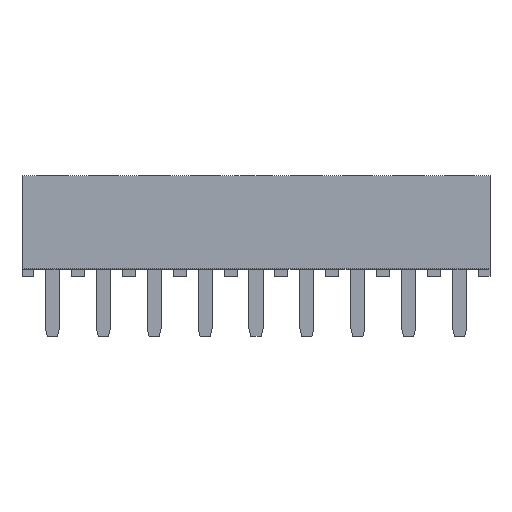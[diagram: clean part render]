
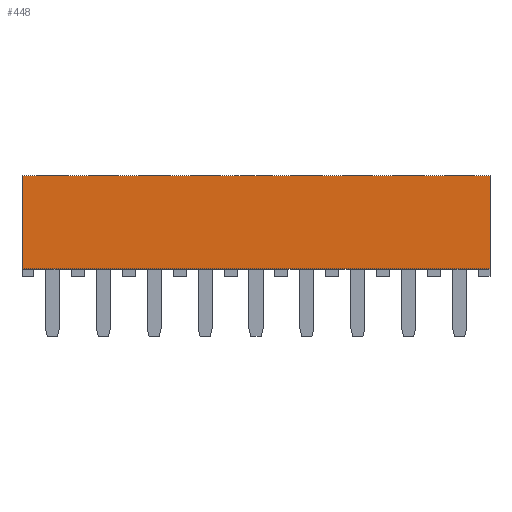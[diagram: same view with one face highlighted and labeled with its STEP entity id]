
A CAD part, top view. The second image highlights one B-rep face of the part: STEP entity #448.
In plain terms, the highlighted planar face has unit normal (0, 0, 1).
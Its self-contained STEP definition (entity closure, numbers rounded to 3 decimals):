
#93 = EDGE_CURVE ( 'NONE', #4734, #5137, #1900, .T. ) ;
#182 = EDGE_CURVE ( 'NONE', #5105, #5110, #2059, .T. ) ;
#184 = EDGE_CURVE ( 'NONE', #5110, #5137, #2093, .T. ) ;
#186 = EDGE_CURVE ( 'NONE', #5105, #4734, #2040, .T. ) ;
#448 = ADVANCED_FACE ( 'NONE', ( #2569 ), #5456, .T. ) ;
#580 = EDGE_LOOP ( 'NONE', ( #1630, #1660, #1718, #1707 ) ) ;
#1365 = AXIS2_PLACEMENT_3D ( 'NONE', #5443, #5452, #5472 ) ;
#1630 = ORIENTED_EDGE ( 'NONE', *, *, #93, .F. ) ;
#1660 = ORIENTED_EDGE ( 'NONE', *, *, #186, .F. ) ;
#1707 = ORIENTED_EDGE ( 'NONE', *, *, #184, .T. ) ;
#1718 = ORIENTED_EDGE ( 'NONE', *, *, #182, .T. ) ;
#1869 = VECTOR ( 'NONE', #4935, 1000. ) ;
#1900 = LINE ( 'NONE', #4923, #1869 ) ;
#2040 = LINE ( 'NONE', #4438, #2063 ) ;
#2059 = LINE ( 'NONE', #4442, #2065 ) ;
#2061 = VECTOR ( 'NONE', #4441, 1000. ) ;
#2063 = VECTOR ( 'NONE', #4454, 1000. ) ;
#2065 = VECTOR ( 'NONE', #4420, 1000. ) ;
#2093 = LINE ( 'NONE', #4428, #2061 ) ;
#2569 = FACE_OUTER_BOUND ( 'NONE', #580, .T. ) ;
#3405 = CARTESIAN_POINT ( 'NONE',  ( 0., 0., 0. ) ) ;
#3640 = CARTESIAN_POINT ( 'NONE',  ( 0., -4.65, 0. ) ) ;
#3643 = CARTESIAN_POINT ( 'NONE',  ( 23.36, -4.65, 0. ) ) ;
#3656 = CARTESIAN_POINT ( 'NONE',  ( 23.36, 0., 0. ) ) ;
#4420 = DIRECTION ( 'NONE',  ( 1., 0., 0. ) ) ;
#4428 = CARTESIAN_POINT ( 'NONE',  ( 23.36, -4.65, 0. ) ) ;
#4438 = CARTESIAN_POINT ( 'NONE',  ( 0., -4.65, 0. ) ) ;
#4441 = DIRECTION ( 'NONE',  ( 0., 1., 0. ) ) ;
#4442 = CARTESIAN_POINT ( 'NONE',  ( 0., -4.65, 0. ) ) ;
#4454 = DIRECTION ( 'NONE',  ( 0., 1., 0. ) ) ;
#4734 = VERTEX_POINT ( 'NONE', #3405 ) ;
#4923 = CARTESIAN_POINT ( 'NONE',  ( 0., 0., 0. ) ) ;
#4935 = DIRECTION ( 'NONE',  ( 1., 0., 0. ) ) ;
#5105 = VERTEX_POINT ( 'NONE', #3640 ) ;
#5110 = VERTEX_POINT ( 'NONE', #3643 ) ;
#5137 = VERTEX_POINT ( 'NONE', #3656 ) ;
#5443 = CARTESIAN_POINT ( 'NONE',  ( 0., -4.65, 0. ) ) ;
#5452 = DIRECTION ( 'NONE',  ( 0., 0., 1. ) ) ;
#5456 = PLANE ( 'NONE',  #1365 ) ;
#5472 = DIRECTION ( 'NONE',  ( 1., 0., 0. ) ) ;
